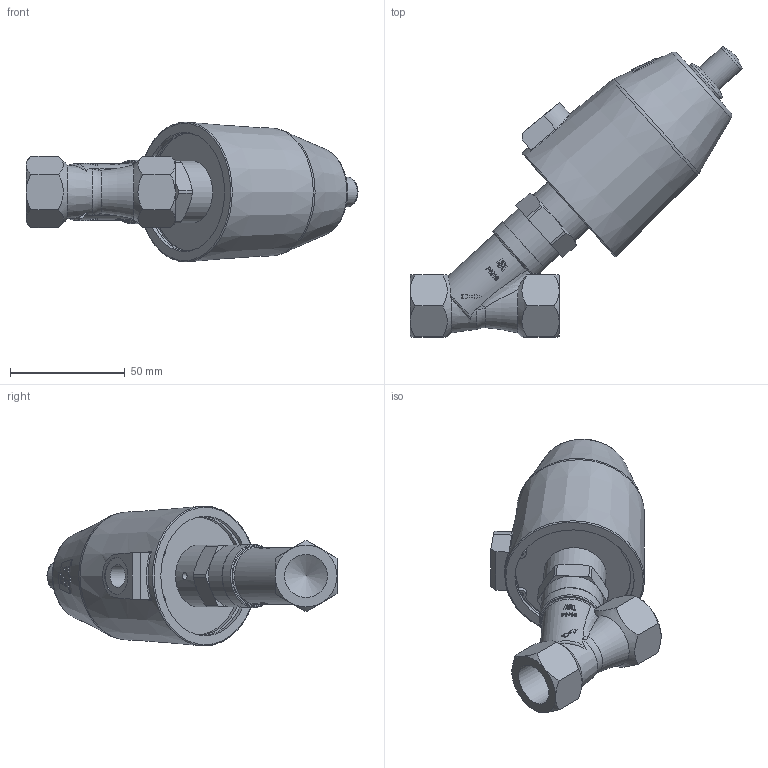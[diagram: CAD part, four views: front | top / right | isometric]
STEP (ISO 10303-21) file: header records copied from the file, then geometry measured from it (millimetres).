
FILE_DESCRIPTION(/* description */ ('Druckgest. Ventil G1/2" Ms. DG2D1221015/OS'),/* implementation_level */ '2;1');
FILE_NAME(/* name */ 'DG2D1221015_OS.stp',/* time_stamp */ '2022-01-27T07:36:03+01:00',/* author */ ('hois'),/* organization */ (''),/* preprocessor_version */ 'ST-DEVELOPER v18.1',/* originating_system */ 'Autodesk Inventor 2020',/* authorisation */ '');
FILE_SCHEMA (('AUTOMOTIVE_DESIGN { 1 0 10303 214 3 1 1 }'));
Length unit declared in the file: millimetre
Products named in the file (7): DG2D1221015/OS; GGS0015.14.0032-GM; SZY0500.17.0142; DIN0472-56x2; ETM2415.08.0013; ETG0015.07.0093; VST1415.08.0023
Assembly tree (6 placements, depth 2):
  DG2D1221015/OS
    GGS0015.14.0032-GM
    SZY0500.17.0142
    DIN0472-56x2
    ETM2415.08.0013
    ETG0015.07.0093
    VST1415.08.0023
Bounding box: 144.63 x 126.33 x 60.94 mm (x, y, z)
Volume: 115288.9 mm3; surface area: 59030 mm2
Topology: 6 solids, 6 shells, 450 faces, 1238 edges, 835 vertices
Faces by surface type: plane 240, bspline 85, cylinder 74, cone 38, torus 12, sphere 1
Full cylindrical faces by diameter (mm): 1.5 x1, 2.5 x2, 3 x1, 8.7 x1, 9.8 x1, 11 x1, 12 x2, 12.376 x1, 13 x1, 14 x2, 16 x2, 18 x1, 18.63 x1, 18.631 x3, 20 x1, 20.96 x1, 21.3 x1, 22.1 x1, 22.376 x1, 24 x2, 27 x2, 27.5 x1, 50 x1, 51 x1, 52 x3, 55.5 x1
Entity records: 18822 total; most frequent: CARTESIAN_POINT 7368, ORIENTED_EDGE 2464, DIRECTION 2236, EDGE_CURVE 1232, AXIS2_PLACEMENT_3D 898, VERTEX_POINT 835, EDGE_LOOP 507, FACE_OUTER_BOUND 450
